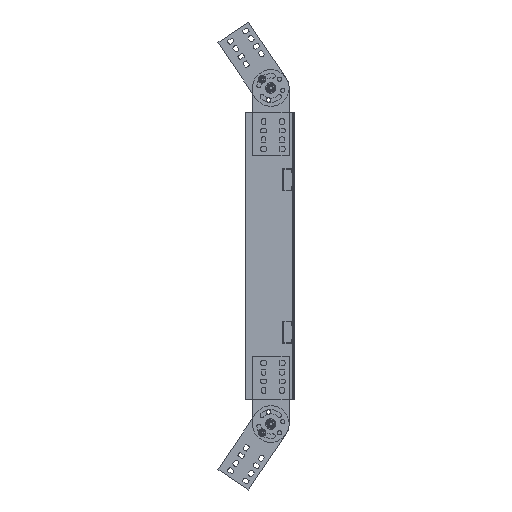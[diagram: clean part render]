
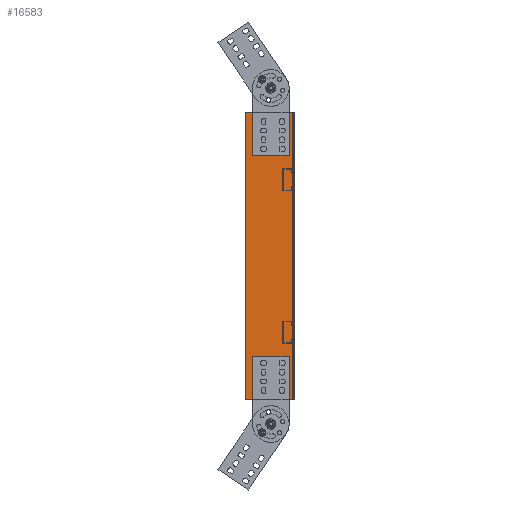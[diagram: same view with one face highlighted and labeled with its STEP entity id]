
A CAD part, left-side view. The second image highlights one B-rep face of the part: STEP entity #16583.
In plain terms, the highlighted planar face has unit normal (-1, 0, 0).
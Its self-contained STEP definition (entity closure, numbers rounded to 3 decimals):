
#1611 = AXIS2_PLACEMENT_3D ( 'NONE', #24463, #24437, #24435 ) ;
#2570 = FACE_OUTER_BOUND ( 'NONE', #23212, .T. ) ;
#3723 = DIRECTION ( 'NONE',  ( 0., 0., 1. ) ) ;
#3724 = CARTESIAN_POINT ( 'NONE',  ( -584.243, -19.833, -235. ) ) ;
#3725 = DIRECTION ( 'NONE',  ( 0., 0., 1. ) ) ;
#3726 = CARTESIAN_POINT ( 'NONE',  ( -584.243, 58.367, -235. ) ) ;
#3744 = DIRECTION ( 'NONE',  ( 0., 1., 0. ) ) ;
#3745 = CARTESIAN_POINT ( 'NONE',  ( -584.243, 58.367, -235. ) ) ;
#3751 = DIRECTION ( 'NONE',  ( 0., 1., 0. ) ) ;
#3756 = CARTESIAN_POINT ( 'NONE',  ( -584.243, 58.367, -235. ) ) ;
#3777 = CARTESIAN_POINT ( 'NONE',  ( -584.243, 58.367, 235. ) ) ;
#3782 = CARTESIAN_POINT ( 'NONE',  ( -584.243, 58.367, 235. ) ) ;
#3783 = DIRECTION ( 'NONE',  ( 0., 1., 0. ) ) ;
#3784 = DIRECTION ( 'NONE',  ( 0., 1., 0. ) ) ;
#3796 = DIRECTION ( 'NONE',  ( 0., 0., -1. ) ) ;
#3797 = CARTESIAN_POINT ( 'NONE',  ( -584.243, -13.633, -29.5 ) ) ;
#3812 = DIRECTION ( 'NONE',  ( 0., 0., 1. ) ) ;
#3813 = CARTESIAN_POINT ( 'NONE',  ( -584.243, 46.367, -29.5 ) ) ;
#3920 = DIRECTION ( 'NONE',  ( 0., -1., 0. ) ) ;
#3922 = CARTESIAN_POINT ( 'NONE',  ( -584.243, 261.73, -165. ) ) ;
#5197 = VECTOR ( 'NONE', #5833, 1000. ) ;
#5202 = LINE ( 'NONE', #5842, #5197 ) ;
#5293 = VECTOR ( 'NONE', #6138, 1000. ) ;
#5295 = LINE ( 'NONE', #6155, #5293 ) ;
#5833 = DIRECTION ( 'NONE',  ( 0., 0., -1. ) ) ;
#5842 = CARTESIAN_POINT ( 'NONE',  ( -584.243, 46.367, 29.5 ) ) ;
#6138 = DIRECTION ( 'NONE',  ( 0., 0., 1. ) ) ;
#6155 = CARTESIAN_POINT ( 'NONE',  ( -584.243, -13.633, 29.5 ) ) ;
#7243 = DIRECTION ( 'NONE',  ( 0., -1., 0. ) ) ;
#7255 = CARTESIAN_POINT ( 'NONE',  ( -584.243, 261.73, 165. ) ) ;
#7887 = CARTESIAN_POINT ( 'NONE',  ( -584.243, 46.367, 235. ) ) ;
#7986 = CARTESIAN_POINT ( 'NONE',  ( -584.243, 46.367, -235. ) ) ;
#7990 = CARTESIAN_POINT ( 'NONE',  ( -584.243, -13.633, -235. ) ) ;
#8523 = CARTESIAN_POINT ( 'NONE',  ( -584.243, 46.367, -165. ) ) ;
#8968 = ORIENTED_EDGE ( 'NONE', *, *, #20937, .T. ) ;
#8969 = ORIENTED_EDGE ( 'NONE', *, *, #20925, .F. ) ;
#8970 = ORIENTED_EDGE ( 'NONE', *, *, #20905, .T. ) ;
#8971 = ORIENTED_EDGE ( 'NONE', *, *, #20847, .T. ) ;
#8972 = ORIENTED_EDGE ( 'NONE', *, *, #20901, .T. ) ;
#8973 = ORIENTED_EDGE ( 'NONE', *, *, #20926, .F. ) ;
#8974 = ORIENTED_EDGE ( 'NONE', *, *, #20936, .F. ) ;
#8975 = ORIENTED_EDGE ( 'NONE', *, *, #20913, .T. ) ;
#8976 = ORIENTED_EDGE ( 'NONE', *, *, #10665, .F. ) ;
#8977 = ORIENTED_EDGE ( 'NONE', *, *, #20738, .F. ) ;
#8978 = ORIENTED_EDGE ( 'NONE', *, *, #10599, .F. ) ;
#8979 = ORIENTED_EDGE ( 'NONE', *, *, #20915, .T. ) ;
#9801 = VECTOR ( 'NONE', #3723, 1000. ) ;
#9803 = VECTOR ( 'NONE', #3725, 1000. ) ;
#9804 = LINE ( 'NONE', #3724, #9801 ) ;
#9806 = LINE ( 'NONE', #3726, #9803 ) ;
#9822 = VECTOR ( 'NONE', #3744, 1000. ) ;
#9824 = VECTOR ( 'NONE', #3751, 1000. ) ;
#9825 = LINE ( 'NONE', #3756, #9824 ) ;
#9827 = LINE ( 'NONE', #3745, #9822 ) ;
#9838 = VECTOR ( 'NONE', #3783, 1000. ) ;
#9840 = LINE ( 'NONE', #3782, #9838 ) ;
#9843 = VECTOR ( 'NONE', #3784, 1000. ) ;
#9847 = LINE ( 'NONE', #3777, #9843 ) ;
#9854 = VECTOR ( 'NONE', #3796, 1000. ) ;
#9857 = LINE ( 'NONE', #3797, #9854 ) ;
#9862 = VECTOR ( 'NONE', #3812, 1000. ) ;
#9864 = LINE ( 'NONE', #3813, #9862 ) ;
#9963 = VECTOR ( 'NONE', #3920, 1000. ) ;
#9966 = LINE ( 'NONE', #3922, #9963 ) ;
#10119 = VECTOR ( 'NONE', #7243, 1000. ) ;
#10121 = LINE ( 'NONE', #7255, #10119 ) ;
#10599 = EDGE_CURVE ( 'NONE', #15428, #16180, #5295, .T. ) ;
#10665 = EDGE_CURVE ( 'NONE', #17984, #15425, #5202, .T. ) ;
#15425 = VERTEX_POINT ( 'NONE', #20247 ) ;
#15428 = VERTEX_POINT ( 'NONE', #20232 ) ;
#16180 = VERTEX_POINT ( 'NONE', #25758 ) ;
#16206 = VERTEX_POINT ( 'NONE', #25533 ) ;
#16272 = VERTEX_POINT ( 'NONE', #25012 ) ;
#16288 = VERTEX_POINT ( 'NONE', #24763 ) ;
#16378 = VERTEX_POINT ( 'NONE', #25521 ) ;
#16454 = VERTEX_POINT ( 'NONE', #25288 ) ;
#16583 = ADVANCED_FACE ( 'NONE', ( #2570 ), #24442, .F. ) ;
#17714 = VERTEX_POINT ( 'NONE', #8523 ) ;
#17941 = VERTEX_POINT ( 'NONE', #7990 ) ;
#17943 = VERTEX_POINT ( 'NONE', #7986 ) ;
#17984 = VERTEX_POINT ( 'NONE', #7887 ) ;
#20232 = CARTESIAN_POINT ( 'NONE',  ( -584.243, -13.633, 165. ) ) ;
#20247 = CARTESIAN_POINT ( 'NONE',  ( -584.243, 46.367, 165. ) ) ;
#20738 = EDGE_CURVE ( 'NONE', #15425, #15428, #10121, .T. ) ;
#20847 = EDGE_CURVE ( 'NONE', #17714, #16378, #9966, .T. ) ;
#20901 = EDGE_CURVE ( 'NONE', #17943, #17714, #9864, .T. ) ;
#20905 = EDGE_CURVE ( 'NONE', #16378, #17941, #9857, .T. ) ;
#20913 = EDGE_CURVE ( 'NONE', #17984, #16272, #9847, .T. ) ;
#20915 = EDGE_CURVE ( 'NONE', #16206, #16180, #9840, .T. ) ;
#20925 = EDGE_CURVE ( 'NONE', #16288, #17941, #9825, .T. ) ;
#20926 = EDGE_CURVE ( 'NONE', #17943, #16454, #9827, .T. ) ;
#20936 = EDGE_CURVE ( 'NONE', #16454, #16272, #9806, .T. ) ;
#20937 = EDGE_CURVE ( 'NONE', #16288, #16206, #9804, .T. ) ;
#23212 = EDGE_LOOP ( 'NONE', ( #8979, #8978, #8977, #8976, #8975, #8974, #8973, #8972, #8971, #8970, #8969, #8968 ) ) ;
#24435 = DIRECTION ( 'NONE',  ( 0., -1., 0. ) ) ;
#24437 = DIRECTION ( 'NONE',  ( 1., 0., 0. ) ) ;
#24442 = PLANE ( 'NONE',  #1611 ) ;
#24463 = CARTESIAN_POINT ( 'NONE',  ( -584.243, 58.367, -235. ) ) ;
#24763 = CARTESIAN_POINT ( 'NONE',  ( -584.243, -19.833, -235. ) ) ;
#25012 = CARTESIAN_POINT ( 'NONE',  ( -584.243, 58.367, 235. ) ) ;
#25288 = CARTESIAN_POINT ( 'NONE',  ( -584.243, 58.367, -235. ) ) ;
#25521 = CARTESIAN_POINT ( 'NONE',  ( -584.243, -13.633, -165. ) ) ;
#25533 = CARTESIAN_POINT ( 'NONE',  ( -584.243, -19.833, 235. ) ) ;
#25758 = CARTESIAN_POINT ( 'NONE',  ( -584.243, -13.633, 235. ) ) ;
